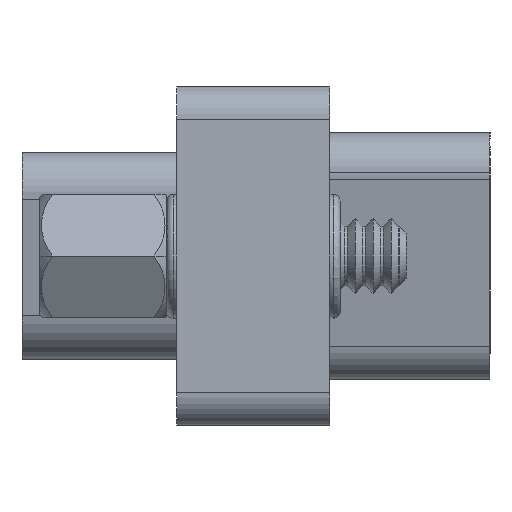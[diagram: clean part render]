
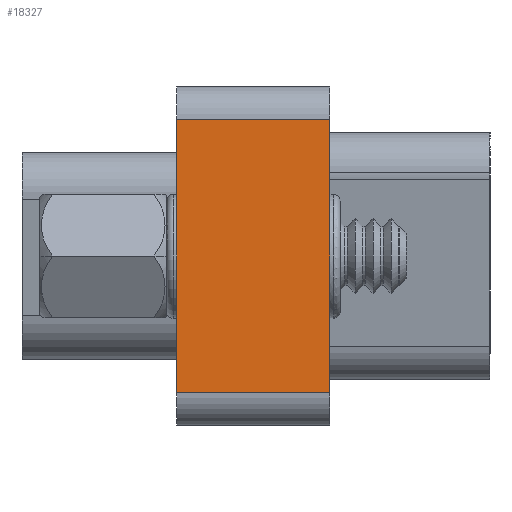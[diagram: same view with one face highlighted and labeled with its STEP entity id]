
A CAD part, left-side view. The second image highlights one B-rep face of the part: STEP entity #18327.
In plain terms, the highlighted planar face has unit normal (-1, 0, 0).
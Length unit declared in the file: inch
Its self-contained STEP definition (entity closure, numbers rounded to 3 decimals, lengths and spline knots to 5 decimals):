
#2572 = FACE_OUTER_BOUND ( 'NONE', #18328, .T. ) ;
#2575 = DIRECTION ( 'NONE',  ( 0., 0., -1. ) ) ;
#2576 = DIRECTION ( 'NONE',  ( 1., 0., 0. ) ) ;
#2577 = CARTESIAN_POINT ( 'NONE',  ( -0.775, 0.115, 0.255 ) ) ;
#2578 = AXIS2_PLACEMENT_3D ( 'NONE', #2577, #2576, #2575 ) ;
#2579 = PLANE ( 'NONE',  #2578 ) ;
#8095 = CARTESIAN_POINT ( 'NONE',  ( -0.775, 0.115, 0.205 ) ) ;
#10685 = CARTESIAN_POINT ( 'NONE',  ( -0.775, 0.115, -0.205 ) ) ;
#10820 = DIRECTION ( 'NONE',  ( 0., 0., 1. ) ) ;
#10821 = VECTOR ( 'NONE', #10820, 39.37008 ) ;
#10822 = CARTESIAN_POINT ( 'NONE',  ( -0.775, 0.115, 0.255 ) ) ;
#10823 = LINE ( 'NONE', #10822, #10821 ) ;
#18327 = ADVANCED_FACE ( 'NONE', ( #2572 ), #2579, .F. ) ;
#18328 = EDGE_LOOP ( 'NONE', ( #30768, #30737, #30736, #30717 ) ) ;
#18550 = VERTEX_POINT ( 'NONE', #8095 ) ;
#18947 = VERTEX_POINT ( 'NONE', #10685 ) ;
#19025 = EDGE_CURVE ( 'NONE', #18947, #18550, #10823, .T. ) ;
#23997 = DIRECTION ( 'NONE',  ( 0., 0., 1. ) ) ;
#23998 = VECTOR ( 'NONE', #23997, 39.37008 ) ;
#24267 = CARTESIAN_POINT ( 'NONE',  ( -0.775, -0.115, 0.255 ) ) ;
#24268 = LINE ( 'NONE', #24267, #23998 ) ;
#24281 = CARTESIAN_POINT ( 'NONE',  ( -0.775, -0.115, -0.205 ) ) ;
#24282 = DIRECTION ( 'NONE',  ( 0., 1., 0. ) ) ;
#24283 = VECTOR ( 'NONE', #24282, 39.37008 ) ;
#24284 = CARTESIAN_POINT ( 'NONE',  ( -0.775, 0.115, 0.205 ) ) ;
#24285 = LINE ( 'NONE', #24284, #24283 ) ;
#24292 = DIRECTION ( 'NONE',  ( 0., -1., 0. ) ) ;
#24293 = VECTOR ( 'NONE', #24292, 39.37008 ) ;
#24294 = CARTESIAN_POINT ( 'NONE',  ( -0.775, 0.115, -0.205 ) ) ;
#24295 = LINE ( 'NONE', #24294, #24293 ) ;
#24327 = CARTESIAN_POINT ( 'NONE',  ( -0.775, -0.115, 0.205 ) ) ;
#30716 = EDGE_CURVE ( 'NONE', #18947, #30724, #24295, .T. ) ;
#30717 = ORIENTED_EDGE ( 'NONE', *, *, #30716, .T. ) ;
#30723 = EDGE_CURVE ( 'NONE', #30738, #18550, #24285, .T. ) ;
#30724 = VERTEX_POINT ( 'NONE', #24281 ) ;
#30729 = EDGE_CURVE ( 'NONE', #30724, #30738, #24268, .T. ) ;
#30736 = ORIENTED_EDGE ( 'NONE', *, *, #19025, .F. ) ;
#30737 = ORIENTED_EDGE ( 'NONE', *, *, #30723, .T. ) ;
#30738 = VERTEX_POINT ( 'NONE', #24327 ) ;
#30768 = ORIENTED_EDGE ( 'NONE', *, *, #30729, .T. ) ;
